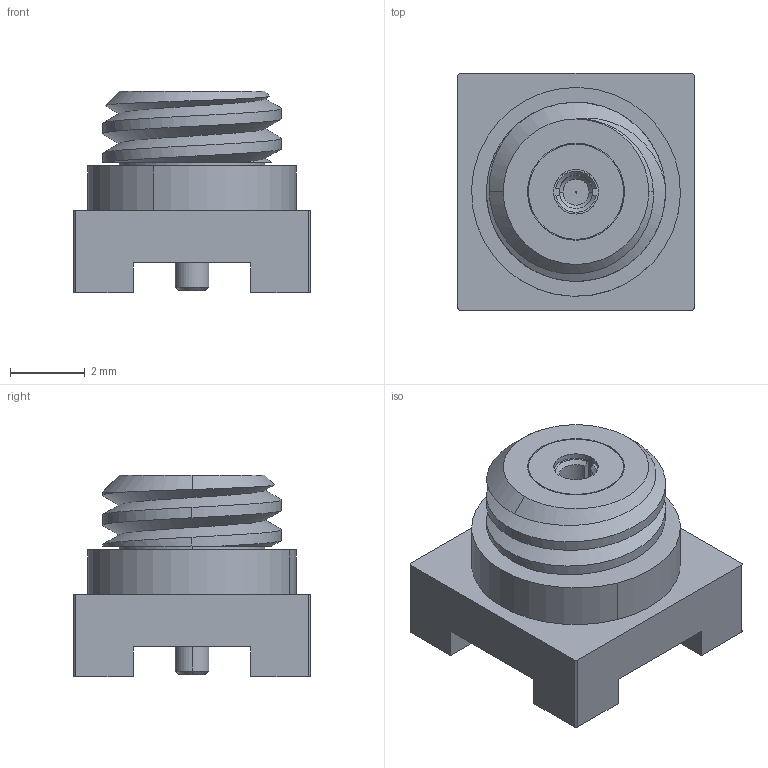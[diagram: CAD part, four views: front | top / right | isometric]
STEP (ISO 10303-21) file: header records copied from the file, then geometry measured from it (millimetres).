
FILE_DESCRIPTION (( 'STEP AP214' ), '1' );
FILE_NAME ('54-453-D3.STEP', '2024-07-19T07:32:26', ( '' ), ( '' ), 'SwSTEP 2.0', 'SolidWorks 2023', '' );
FILE_SCHEMA (( 'AUTOMOTIVE_DESIGN' ));
Length unit declared in the file: millimetre
Products named in the file (1): 54-453-D3
Bounding box: 6.35 x 6.35 x 5.4 mm (x, y, z)
Surface area: 275 mm2 (no closed solid volume)
Topology: 0 solids, 7 shells, 74 faces, 218 edges, 149 vertices
Faces by surface type: plane 36, cylinder 27, cone 9, bspline 2
Entity records: 2838 total; most frequent: CARTESIAN_POINT 892, DIRECTION 410, ORIENTED_EDGE 368, EDGE_CURVE 216, VERTEX_POINT 149, AXIS2_PLACEMENT_3D 145, VECTOR 120, LINE 120
